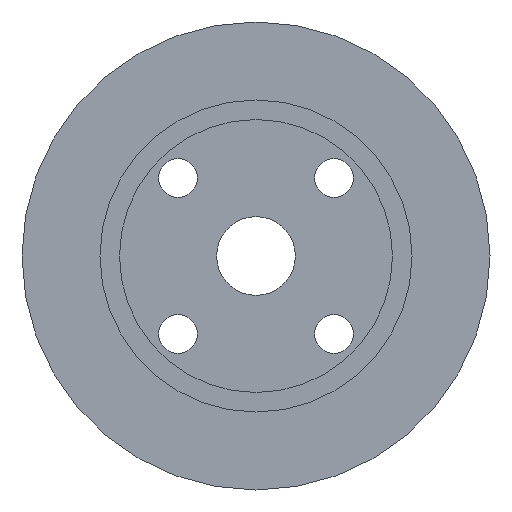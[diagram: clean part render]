
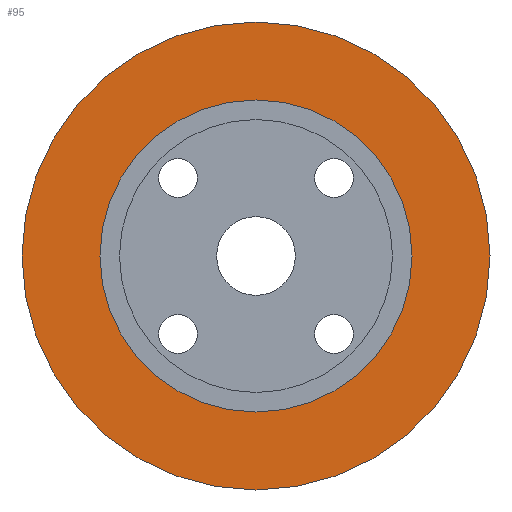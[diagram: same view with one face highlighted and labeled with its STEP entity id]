
A CAD part, left-side view. The second image highlights one B-rep face of the part: STEP entity #95.
In plain terms, the highlighted planar face has unit normal (-1, 0, 0).
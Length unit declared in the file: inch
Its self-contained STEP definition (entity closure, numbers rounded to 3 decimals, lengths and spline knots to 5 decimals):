
#11 = DIRECTION ( 'NONE',  ( 1., 0., 0. ) ) ;
#30 = EDGE_CURVE ( 'NONE', #336, #308, #156, .T. ) ;
#33 = ORIENTED_EDGE ( 'NONE', *, *, #657, .F. ) ;
#34 = PLANE ( 'NONE',  #603 ) ;
#38 = AXIS2_PLACEMENT_3D ( 'NONE', #348, #568, #673 ) ;
#61 = EDGE_CURVE ( 'NONE', #240, #320, #564, .T. ) ;
#84 = DIRECTION ( 'NONE',  ( 1., 0., 0. ) ) ;
#95 = ADVANCED_FACE ( 'NONE', ( #297, #471 ), #34, .F. ) ;
#156 = CIRCLE ( 'NONE', #38, 1. ) ;
#174 = CARTESIAN_POINT ( 'NONE',  ( 0., 0., -1.5 ) ) ;
#176 = AXIS2_PLACEMENT_3D ( 'NONE', #606, #11, #381 ) ;
#203 = CARTESIAN_POINT ( 'NONE',  ( 0., 0., 0. ) ) ;
#240 = VERTEX_POINT ( 'NONE', #309 ) ;
#252 = ORIENTED_EDGE ( 'NONE', *, *, #539, .F. ) ;
#279 = CARTESIAN_POINT ( 'NONE',  ( 0., 0., 1. ) ) ;
#295 = DIRECTION ( 'NONE',  ( 0., 0., -1. ) ) ;
#297 = FACE_BOUND ( 'NONE', #391, .T. ) ;
#302 = CARTESIAN_POINT ( 'NONE',  ( 0., 0., 0. ) ) ;
#308 = VERTEX_POINT ( 'NONE', #437 ) ;
#309 = CARTESIAN_POINT ( 'NONE',  ( 0., 0., 1.5 ) ) ;
#311 = DIRECTION ( 'NONE',  ( -1., 0., 0. ) ) ;
#320 = VERTEX_POINT ( 'NONE', #174 ) ;
#336 = VERTEX_POINT ( 'NONE', #279 ) ;
#348 = CARTESIAN_POINT ( 'NONE',  ( 0., 0., 0. ) ) ;
#381 = DIRECTION ( 'NONE',  ( 0., 0., -1. ) ) ;
#389 = CIRCLE ( 'NONE', #176, 1.5 ) ;
#391 = EDGE_LOOP ( 'NONE', ( #565, #252 ) ) ;
#397 = CARTESIAN_POINT ( 'NONE',  ( 0., 0., 0. ) ) ;
#409 = AXIS2_PLACEMENT_3D ( 'NONE', #397, #84, #295 ) ;
#419 = DIRECTION ( 'NONE',  ( 0., 0., -1. ) ) ;
#437 = CARTESIAN_POINT ( 'NONE',  ( 0., 0., -1. ) ) ;
#471 = FACE_OUTER_BOUND ( 'NONE', #575, .T. ) ;
#523 = ORIENTED_EDGE ( 'NONE', *, *, #61, .F. ) ;
#533 = DIRECTION ( 'NONE',  ( 0., 0., 1. ) ) ;
#539 = EDGE_CURVE ( 'NONE', #308, #336, #556, .T. ) ;
#556 = CIRCLE ( 'NONE', #608, 1. ) ;
#564 = CIRCLE ( 'NONE', #409, 1.5 ) ;
#565 = ORIENTED_EDGE ( 'NONE', *, *, #30, .F. ) ;
#568 = DIRECTION ( 'NONE',  ( -1., 0., 0. ) ) ;
#575 = EDGE_LOOP ( 'NONE', ( #523, #33 ) ) ;
#603 = AXIS2_PLACEMENT_3D ( 'NONE', #203, #635, #419 ) ;
#606 = CARTESIAN_POINT ( 'NONE',  ( 0., 0., 0. ) ) ;
#608 = AXIS2_PLACEMENT_3D ( 'NONE', #302, #311, #533 ) ;
#635 = DIRECTION ( 'NONE',  ( 1., 0., 0. ) ) ;
#657 = EDGE_CURVE ( 'NONE', #320, #240, #389, .T. ) ;
#673 = DIRECTION ( 'NONE',  ( 0., 0., 1. ) ) ;
